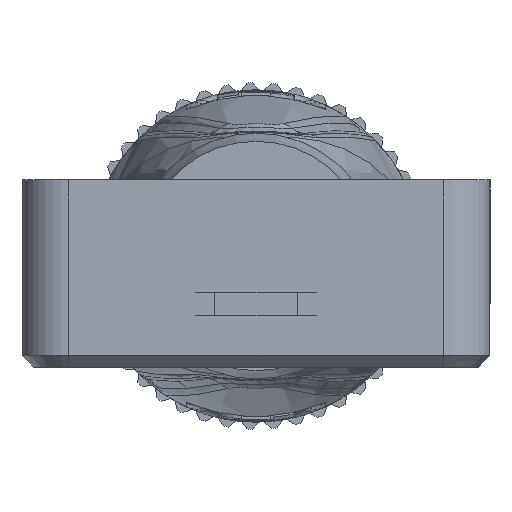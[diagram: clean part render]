
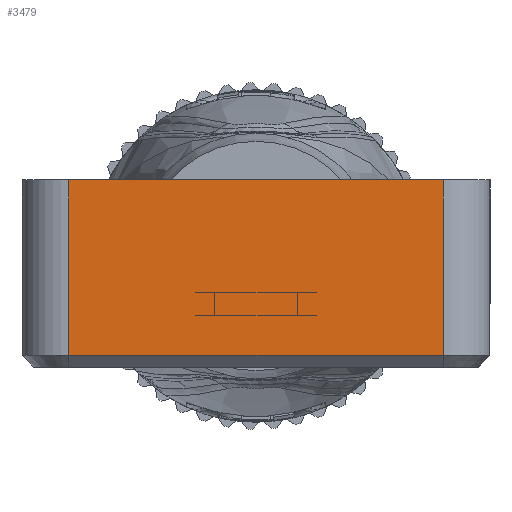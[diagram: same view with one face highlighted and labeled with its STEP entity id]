
A CAD part, left-side view. The second image highlights one B-rep face of the part: STEP entity #3479.
In plain terms, the highlighted planar face has unit normal (-1, 0, 0).
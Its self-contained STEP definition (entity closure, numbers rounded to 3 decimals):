
#258=DIRECTION('',(0.,1.,0.));
#259=VECTOR('',#258,16.);
#260=CARTESIAN_POINT('',(-16.,-8.,8.));
#261=LINE('',#260,#259);
#404=DIRECTION('',(0.,0.,1.));
#405=VECTOR('',#404,7.5);
#406=CARTESIAN_POINT('',(-16.,-8.,
0.5));
#407=LINE('',#406,#405);
#1050=DIRECTION('',(0.,0.,-1.));
#1051=VECTOR('',#1050,7.5);
#1052=CARTESIAN_POINT('',(-16.,8.,8.));
#1053=LINE('',#1052,#1051);
#1057=DIRECTION('',(0.,-1.,0.));
#1058=VECTOR('',#1057,16.);
#1059=CARTESIAN_POINT('',(-16.,8.,
0.5));
#1060=LINE('',#1059,#1058);
#2350=CARTESIAN_POINT('',(-16.,-8.,8.));
#2352=VERTEX_POINT('',#2350);
#2353=CARTESIAN_POINT('',(-16.,8.,8.));
#2354=VERTEX_POINT('',#2353);
#2393=CARTESIAN_POINT('',(-16.,-8.,0.5));
#2395=VERTEX_POINT('',#2393);
#2499=CARTESIAN_POINT('',(-16.,8.,0.5));
#2500=VERTEX_POINT('',#2499);
#3467=CARTESIAN_POINT('',(-16.,10.,0.));
#3468=DIRECTION('',(-1.,0.,0.));
#3469=DIRECTION('',(0.,-1.,0.));
#3470=AXIS2_PLACEMENT_3D('',#3467,#3468,#3469);
#3471=PLANE('',#3470);
#3473=ORIENTED_EDGE('',*,*,#3472,.F.);
#3474=ORIENTED_EDGE('',*,*,#3462,.F.);
#3475=ORIENTED_EDGE('',*,*,#2862,.F.);
#3476=ORIENTED_EDGE('',*,*,#2925,.F.);
#3477=EDGE_LOOP('',(#3473,#3474,#3475,#3476));
#3478=FACE_OUTER_BOUND('',#3477,.F.);
#3479=ADVANCED_FACE('',(#3478),#3471,.T.);
#2862=EDGE_CURVE('',#2352,#2354,#261,.T.);
#2925=EDGE_CURVE('',#2395,#2352,#407,.T.);
#3462=EDGE_CURVE('',#2354,#2500,#1053,.T.);
#3472=EDGE_CURVE('',#2500,#2395,#1060,.T.);
